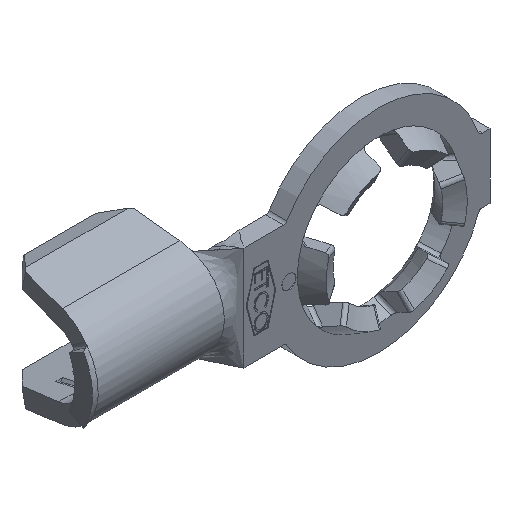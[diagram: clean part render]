
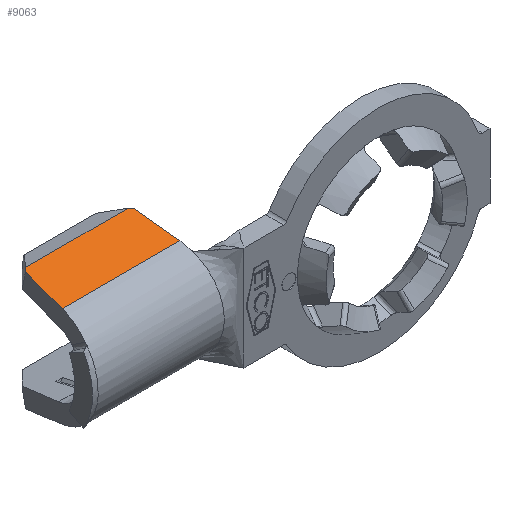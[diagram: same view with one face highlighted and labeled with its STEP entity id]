
A CAD part, isometric view. The second image highlights one B-rep face of the part: STEP entity #9063.
In plain terms, the highlighted planar face has unit normal (0, -0.219, 0.976).
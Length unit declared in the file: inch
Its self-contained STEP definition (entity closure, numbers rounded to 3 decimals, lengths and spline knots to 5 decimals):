
#23 = DIRECTION ( 'NONE',  ( -0.707, 0.69, 0.155 ) ) ;
#48 = VECTOR ( 'NONE', #4094, 39.37008 ) ;
#246 = CARTESIAN_POINT ( 'NONE',  ( -0.481, 0.15096, 0.1075 ) ) ;
#358 = FACE_OUTER_BOUND ( 'NONE', #1804, .T. ) ;
#596 = CARTESIAN_POINT ( 'NONE',  ( -0.48672, 0.14538, 0.10625 ) ) ;
#636 = EDGE_CURVE ( 'NONE', #8463, #4294, #8303, .T. ) ;
#879 = VECTOR ( 'NONE', #7031, 39.37008 ) ;
#892 = EDGE_CURVE ( 'NONE', #8463, #3084, #2945, .T. ) ;
#903 = EDGE_CURVE ( 'NONE', #1714, #4294, #4463, .T. ) ;
#959 = CARTESIAN_POINT ( 'NONE',  ( -0.297, 0.15096, 0.1075 ) ) ;
#1110 = CARTESIAN_POINT ( 'NONE',  ( -0.28583, 0.09351, 0.09462 ) ) ;
#1162 = EDGE_CURVE ( 'NONE', #3598, #3084, #7720, .T. ) ;
#1290 = CARTESIAN_POINT ( 'NONE',  ( -0.49445, 0.07188, 0.08977 ) ) ;
#1605 = PLANE ( 'NONE',  #3447 ) ;
#1714 = VERTEX_POINT ( 'NONE', #1290 ) ;
#1804 = EDGE_LOOP ( 'NONE', ( #4959, #7699, #2285, #5089, #5056, #8031 ) ) ;
#1828 = CARTESIAN_POINT ( 'NONE',  ( -0.53203, 0.10118, 0.09634 ) ) ;
#2025 = LINE ( 'NONE', #1110, #48 ) ;
#2285 = ORIENTED_EDGE ( 'NONE', *, *, #892, .F. ) ;
#2353 = DIRECTION ( 'NONE',  ( 0., -0.219, 0.976 ) ) ;
#2478 = VECTOR ( 'NONE', #6350, 39.37008 ) ;
#2790 = VECTOR ( 'NONE', #9027, 39.37008 ) ;
#2945 = LINE ( 'NONE', #9306, #8419 ) ;
#3084 = VERTEX_POINT ( 'NONE', #959 ) ;
#3173 = CARTESIAN_POINT ( 'NONE',  ( -0.28355, 0.07188, 0.08977 ) ) ;
#3447 = AXIS2_PLACEMENT_3D ( 'NONE', #6078, #2353, #7564 ) ;
#3598 = VERTEX_POINT ( 'NONE', #9630 ) ;
#4093 = DIRECTION ( 'NONE',  ( 1., 0., 0. ) ) ;
#4094 = DIRECTION ( 'NONE',  ( 0.102, -0.971, -0.218 ) ) ;
#4294 = VERTEX_POINT ( 'NONE', #596 ) ;
#4463 = LINE ( 'NONE', #8548, #2478 ) ;
#4791 = LINE ( 'NONE', #6777, #2790 ) ;
#4959 = ORIENTED_EDGE ( 'NONE', *, *, #5372, .F. ) ;
#5056 = ORIENTED_EDGE ( 'NONE', *, *, #903, .F. ) ;
#5089 = ORIENTED_EDGE ( 'NONE', *, *, #636, .T. ) ;
#5248 = VERTEX_POINT ( 'NONE', #3173 ) ;
#5372 = EDGE_CURVE ( 'NONE', #3598, #5248, #2025, .T. ) ;
#6078 = CARTESIAN_POINT ( 'NONE',  ( -0.502, 0.07188, 0.08977 ) ) ;
#6350 = DIRECTION ( 'NONE',  ( 0.102, 0.971, 0.218 ) ) ;
#6777 = CARTESIAN_POINT ( 'NONE',  ( -0.502, 0.07188, 0.08977 ) ) ;
#7031 = DIRECTION ( 'NONE',  ( -0.707, -0.69, -0.155 ) ) ;
#7564 = DIRECTION ( 'NONE',  ( 0., -0.976, -0.219 ) ) ;
#7699 = ORIENTED_EDGE ( 'NONE', *, *, #1162, .T. ) ;
#7720 = LINE ( 'NONE', #9595, #9241 ) ;
#8031 = ORIENTED_EDGE ( 'NONE', *, *, #8274, .T. ) ;
#8274 = EDGE_CURVE ( 'NONE', #1714, #5248, #4791, .T. ) ;
#8303 = LINE ( 'NONE', #1828, #879 ) ;
#8419 = VECTOR ( 'NONE', #4093, 39.37008 ) ;
#8463 = VERTEX_POINT ( 'NONE', #246 ) ;
#8548 = CARTESIAN_POINT ( 'NONE',  ( -0.49452, 0.07113, 0.0896 ) ) ;
#9027 = DIRECTION ( 'NONE',  ( 1., 0., 0. ) ) ;
#9063 = ADVANCED_FACE ( 'NONE', ( #358 ), #1605, .T. ) ;
#9241 = VECTOR ( 'NONE', #23, 39.37008 ) ;
#9306 = CARTESIAN_POINT ( 'NONE',  ( -0.502, 0.15096, 0.1075 ) ) ;
#9595 = CARTESIAN_POINT ( 'NONE',  ( -0.359, 0.21145, 0.12106 ) ) ;
#9630 = CARTESIAN_POINT ( 'NONE',  ( -0.29128, 0.14538, 0.10625 ) ) ;
